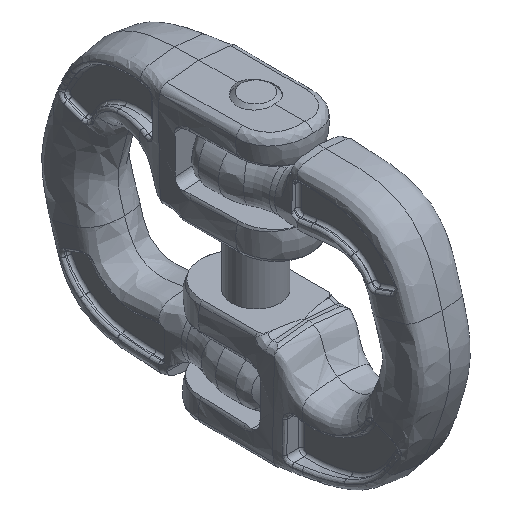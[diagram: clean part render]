
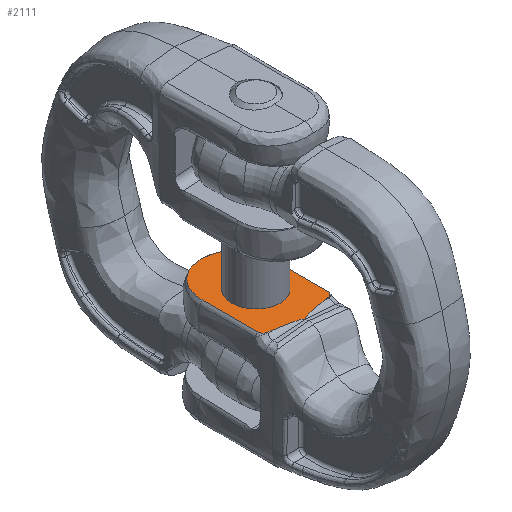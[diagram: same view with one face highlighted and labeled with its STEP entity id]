
A CAD part, isometric view. The second image highlights one B-rep face of the part: STEP entity #2111.
In plain terms, the highlighted planar face has unit normal (0, 0, 1).
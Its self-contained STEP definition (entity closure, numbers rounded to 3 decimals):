
#728=B_SPLINE_CURVE_WITH_KNOTS('',3,(#33380,#33381,#33382,#33383,#33384,
#33385,#33386,#33387,#33388,#33389),.UNSPECIFIED.,.F.,.F.,(4,3,3,4),(0.,
0.065,0.356,1.),.UNSPECIFIED.);
#729=B_SPLINE_CURVE_WITH_KNOTS('',3,(#33391,#33392,#33393,#33394,#33395,
#33396),.UNSPECIFIED.,.F.,.F.,(4,2,4),(0.,0.5,1.),.UNSPECIFIED.);
#730=B_SPLINE_CURVE_WITH_KNOTS('',3,(#33400,#33401,#33402,#33403,#33404,
#33405),.UNSPECIFIED.,.F.,.F.,(4,2,4),(0.,0.5,1.),.UNSPECIFIED.);
#731=B_SPLINE_CURVE_WITH_KNOTS('',3,(#33407,#33408,#33409,#33410,#33411,
#33412,#33413),.UNSPECIFIED.,.F.,.F.,(4,3,4),(0.,0.291,1.),
 .UNSPECIFIED.);
#1056=ELLIPSE('',#9685,28.732,3.);
#1057=ELLIPSE('',#9686,28.732,3.);
#1058=ELLIPSE('',#9687,28.732,3.);
#1059=ELLIPSE('',#9691,28.732,3.);
#1195=LINE('',#33374,#1441);
#1196=LINE('',#33419,#1442);
#1441=VECTOR('',#11074,1.);
#1442=VECTOR('',#11085,1.);
#1792=FACE_BOUND('',#3387,.T.);
#1793=FACE_BOUND('',#3388,.T.);
#2111=ADVANCED_FACE('',(#1792,#1793),#2451,.T.);
#2451=PLANE('',#9693);
#3387=EDGE_LOOP('',(#5152,#5153,#5154,#5155,#5156,#5157,#5158,#5159,#5160,
#5161,#5162,#5163,#5164));
#3388=EDGE_LOOP('',(#5165));
#5152=ORIENTED_EDGE('',*,*,#8105,.T.);
#5153=ORIENTED_EDGE('',*,*,#8106,.T.);
#5154=ORIENTED_EDGE('',*,*,#8107,.F.);
#5155=ORIENTED_EDGE('',*,*,#8108,.F.);
#5156=ORIENTED_EDGE('',*,*,#8109,.F.);
#5157=ORIENTED_EDGE('',*,*,#8110,.F.);
#5158=ORIENTED_EDGE('',*,*,#8111,.F.);
#5159=ORIENTED_EDGE('',*,*,#8112,.T.);
#5160=ORIENTED_EDGE('',*,*,#8113,.F.);
#5161=ORIENTED_EDGE('',*,*,#8114,.F.);
#5162=ORIENTED_EDGE('',*,*,#8115,.F.);
#5163=ORIENTED_EDGE('',*,*,#8116,.F.);
#5164=ORIENTED_EDGE('',*,*,#8117,.F.);
#5165=ORIENTED_EDGE('',*,*,#8118,.T.);
#6978=VERTEX_POINT('',#33370);
#6979=VERTEX_POINT('',#33371);
#6980=VERTEX_POINT('',#33373);
#6981=VERTEX_POINT('',#33375);
#6982=VERTEX_POINT('',#33377);
#6983=VERTEX_POINT('',#33379);
#6984=VERTEX_POINT('',#33390);
#6985=VERTEX_POINT('',#33397);
#6986=VERTEX_POINT('',#33399);
#6987=VERTEX_POINT('',#33406);
#6988=VERTEX_POINT('',#33414);
#6989=VERTEX_POINT('',#33416);
#6990=VERTEX_POINT('',#33418);
#6991=VERTEX_POINT('',#33421);
#8105=EDGE_CURVE('',#6978,#6979,#1056,.T.);
#8106=EDGE_CURVE('',#6979,#6980,#1057,.T.);
#8107=EDGE_CURVE('',#6981,#6980,#1195,.T.);
#8108=EDGE_CURVE('',#6982,#6981,#1058,.T.);
#8109=EDGE_CURVE('',#6983,#6982,#9020,.T.);
#8110=EDGE_CURVE('',#6984,#6983,#728,.T.);
#8111=EDGE_CURVE('',#6985,#6984,#729,.T.);
#8112=EDGE_CURVE('',#6985,#6986,#9021,.T.);
#8113=EDGE_CURVE('',#6987,#6986,#730,.T.);
#8114=EDGE_CURVE('',#6988,#6987,#731,.T.);
#8115=EDGE_CURVE('',#6989,#6988,#9022,.T.);
#8116=EDGE_CURVE('',#6990,#6989,#1059,.T.);
#8117=EDGE_CURVE('',#6978,#6990,#1196,.T.);
#8118=EDGE_CURVE('',#6991,#6991,#9023,.T.);
#9020=CIRCLE('',#9688,2.067);
#9021=CIRCLE('',#9689,13.435);
#9022=CIRCLE('',#9690,2.067);
#9023=CIRCLE('',#9692,7.);
#9685=AXIS2_PLACEMENT_3D('',#33369,#11070,#11071);
#9686=AXIS2_PLACEMENT_3D('',#33372,#11072,#11073);
#9687=AXIS2_PLACEMENT_3D('',#33376,#11075,#11076);
#9688=AXIS2_PLACEMENT_3D('',#33378,#11077,#11078);
#9689=AXIS2_PLACEMENT_3D('',#33398,#11079,#11080);
#9690=AXIS2_PLACEMENT_3D('',#33415,#11081,#11082);
#9691=AXIS2_PLACEMENT_3D('',#33417,#11083,#11084);
#9692=AXIS2_PLACEMENT_3D('',#33420,#11086,#11087);
#9693=AXIS2_PLACEMENT_3D('',#33422,#11088,#11089);
#11070=DIRECTION('',(0.,0.,-1.));
#11071=DIRECTION('',(-0.999,0.047,0.));
#11072=DIRECTION('',(0.,0.,-1.));
#11073=DIRECTION('',(0.999,0.047,0.));
#11074=DIRECTION('',(-0.99,-0.14,0.));
#11075=DIRECTION('',(0.,0.,-1.));
#11076=DIRECTION('',(-0.999,-0.047,0.));
#11077=DIRECTION('',(0.,0.,-1.));
#11078=DIRECTION('',(1.,0.,0.));
#11079=DIRECTION('',(0.,0.,1.));
#11080=DIRECTION('',(1.,0.,0.));
#11081=DIRECTION('',(0.,0.,-1.));
#11082=DIRECTION('',(1.,0.,0.));
#11083=DIRECTION('',(0.,0.,-1.));
#11084=DIRECTION('',(0.999,-0.047,0.));
#11085=DIRECTION('',(-0.99,0.14,0.));
#11086=DIRECTION('',(0.,0.,-1.));
#11087=DIRECTION('',(1.,0.,0.));
#11088=DIRECTION('',(0.,0.,1.));
#11089=DIRECTION('',(1.,0.,0.));
#33369=CARTESIAN_POINT('',(-28.7,-17.289,0.));
#33370=CARTESIAN_POINT('',(-9.462,-15.955,0.));
#33371=CARTESIAN_POINT('',(0.,-18.623,0.));
#33372=CARTESIAN_POINT('',(28.7,-17.289,0.));
#33373=CARTESIAN_POINT('',(9.462,-15.955,0.));
#33374=CARTESIAN_POINT('',(0.124,-17.271,0.));
#33375=CARTESIAN_POINT('',(9.566,-15.94,0.));
#33376=CARTESIAN_POINT('',(-9.672,-14.606,0.));
#33377=CARTESIAN_POINT('',(11.338,-15.675,0.));
#33378=CARTESIAN_POINT('',(11.014,-13.633,0.));
#33379=CARTESIAN_POINT('',(13.081,-13.633,0.));
#33380=CARTESIAN_POINT('',(13.083,7.005,0.));
#33381=CARTESIAN_POINT('',(13.09,6.556,0.));
#33382=CARTESIAN_POINT('',(13.087,6.106,0.));
#33383=CARTESIAN_POINT('',(13.083,5.657,0.));
#33384=CARTESIAN_POINT('',(13.067,3.657,0.));
#33385=CARTESIAN_POINT('',(13.082,1.657,0.));
#33386=CARTESIAN_POINT('',(13.082,-0.343,0.));
#33387=CARTESIAN_POINT('',(13.082,-4.773,0.));
#33388=CARTESIAN_POINT('',(13.081,-9.203,0.));
#33389=CARTESIAN_POINT('',(13.081,-13.633,0.));
#33390=CARTESIAN_POINT('',(13.083,7.003,0.));
#33391=CARTESIAN_POINT('',(1.122,20.389,0.));
#33392=CARTESIAN_POINT('',(4.428,20.111,0.));
#33393=CARTESIAN_POINT('',(7.544,18.512,0.));
#33394=CARTESIAN_POINT('',(11.88,13.589,0.));
#33395=CARTESIAN_POINT('',(13.082,10.315,0.));
#33396=CARTESIAN_POINT('',(13.082,7.,0.));
#33397=CARTESIAN_POINT('',(1.122,20.389,0.));
#33398=CARTESIAN_POINT('',(0.,7.,0.));
#33399=CARTESIAN_POINT('',(-1.122,20.389,0.));
#33400=CARTESIAN_POINT('',(-13.082,7.,0.));
#33401=CARTESIAN_POINT('',(-13.082,10.318,0.));
#33402=CARTESIAN_POINT('',(-11.901,13.562,0.));
#33403=CARTESIAN_POINT('',(-7.536,18.524,0.));
#33404=CARTESIAN_POINT('',(-4.432,20.111,0.));
#33405=CARTESIAN_POINT('',(-1.122,20.389,0.));
#33406=CARTESIAN_POINT('',(-13.083,7.001,0.));
#33407=CARTESIAN_POINT('',(-13.081,-13.633,0.));
#33408=CARTESIAN_POINT('',(-13.081,-11.633,0.));
#33409=CARTESIAN_POINT('',(-13.081,-9.633,0.));
#33410=CARTESIAN_POINT('',(-13.081,-7.633,0.));
#33411=CARTESIAN_POINT('',(-13.081,-2.754,0.));
#33412=CARTESIAN_POINT('',(-13.161,2.126,0.));
#33413=CARTESIAN_POINT('',(-13.083,7.005,0.));
#33414=CARTESIAN_POINT('',(-13.081,-13.633,0.));
#33415=CARTESIAN_POINT('',(-11.014,-13.633,0.));
#33416=CARTESIAN_POINT('',(-11.338,-15.675,0.));
#33417=CARTESIAN_POINT('',(9.672,-14.606,0.));
#33418=CARTESIAN_POINT('',(-9.566,-15.94,0.));
#33419=CARTESIAN_POINT('',(-0.124,-17.271,0.));
#33420=CARTESIAN_POINT('',(0.,0.,0.));
#33421=CARTESIAN_POINT('',(7.,0.,0.));
#33422=CARTESIAN_POINT('',(-24.405,-20.823,0.));
